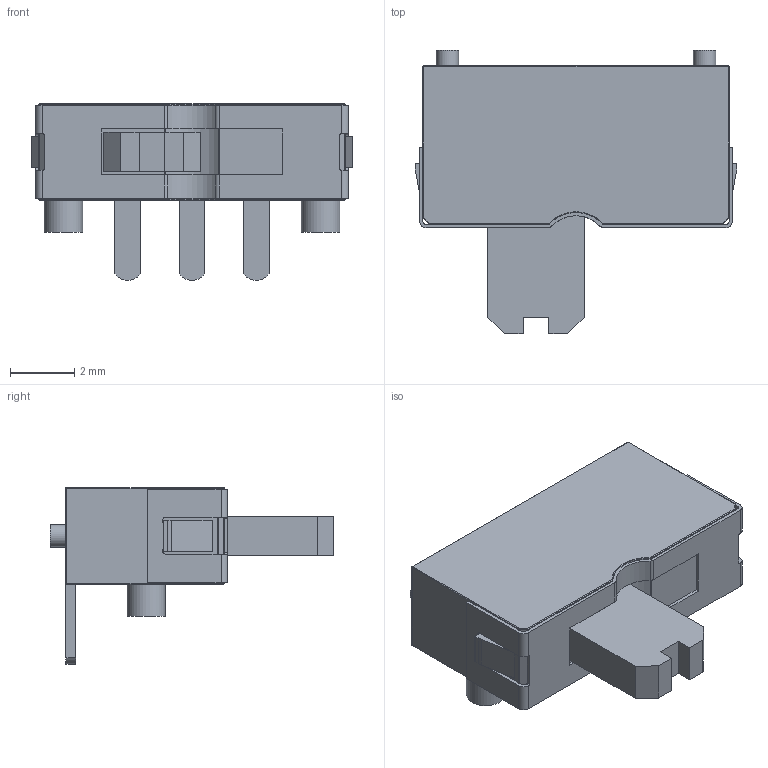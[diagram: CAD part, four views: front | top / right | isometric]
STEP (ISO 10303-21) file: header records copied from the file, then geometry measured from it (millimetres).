
FILE_DESCRIPTION(/* description */ ('Unknown'),/* implementation_level */ '2;1');
FILE_NAME(/* name */ 'SC12P-AQR',/* time_stamp */ '2024-03-20T09:50:06+02:00',/* author */ ('Unknown'),/* organization */ ('Unknown'),/* preprocessor_version */ 'ST-DEVELOPER v18.102',/* originating_system */ 'Solid Edge',/* authorisation */ 'Unknown');
FILE_SCHEMA (('AUTOMOTIVE_DESIGN {1 0 10303 214 3 1 1}'));
Length unit declared in the file: millimetre
Products named in the file (1): SC12P-AQR
Bounding box: 10 x 8.8 x 5.5 mm (x, y, z)
Volume: 158.8 mm3; surface area: 298.9 mm2
Topology: 1 solids, 1 shells, 171 faces, 478 edges, 293 vertices
Faces by surface type: plane 77, cylinder 76, sphere 12, torus 6
Full cylindrical faces by diameter (mm): 0.7 x2, 1.2 x2
Entity records: 6580 total; most frequent: DIRECTION 953, CARTESIAN_POINT 939, ORIENTED_EDGE 918, EDGE_CURVE 459, AXIS2_PLACEMENT_3D 328, LINE 297, VECTOR 297, VERTEX_POINT 290
